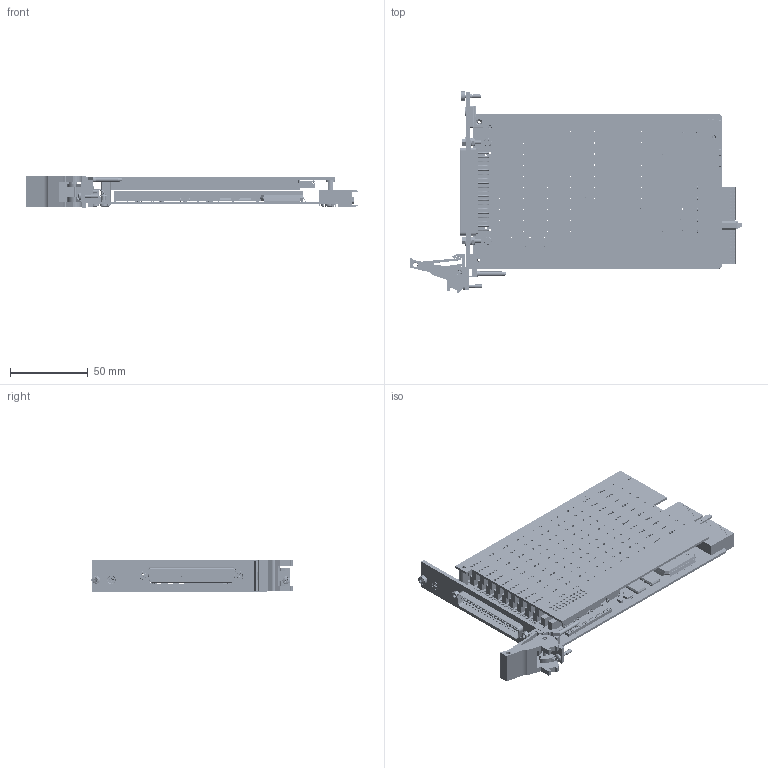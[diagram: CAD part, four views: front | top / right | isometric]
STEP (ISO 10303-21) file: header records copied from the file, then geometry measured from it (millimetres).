
FILE_DESCRIPTION (( 'STEP AP214' ), '1' );
FILE_NAME ('40-296-121-3-24 PXI Prog Pot Card 0-16M Wiper.STEP', '2013-08-23T10:38:31', ( 'admin' ), ( '' ), 'SwSTEP 2.0', 'SolidWorks 2012', '' );
FILE_SCHEMA (( 'AUTOMOTIVE_DESIGN' ));
Length unit declared in the file: millimetre
Products named in the file (1): 40-296-121-3-24 PXI Prog Pot Card 0-16M Wiper
Bounding box: 214.01 x 129.67 x 20 mm (x, y, z)
Surface area: 100330.8 mm2 (no closed solid volume)
Topology: 0 solids, 1651 shells, 4853 faces, 16898 edges, 13261 vertices
Faces by surface type: plane 3060, cylinder 1373, bspline 317, torus 61, cone 35, sphere 7
Full cylindrical faces by diameter (mm): 0.25 x1, 0.313 x1, 0.5 x312, 0.508 x18, 0.6 x110, 0.7 x43, 0.9 x60, 1.1 x55, 1.4 x4, 1.455 x1, 1.496 x3, 1.5 x10, 1.523 x1, 1.524 x483, 1.558 x1, 1.575 x3, 1.706 x1, 2 x6, 2.05 x3, 2.497 x1, 2.5 x8, 2.6 x2, 2.7 x1, 2.8 x1, 3 x3, 4.7 x3, 4.85 x2, 5 x5, 5.2 x2, 5.3 x1
Entity records: 240382 total; most frequent: CARTESIAN_POINT 52676, DIRECTION 26355, ORIENTED_EDGE 20006, EDGE_CURVE 14894, VERTEX_POINT 12802, LINE 9937, VECTOR 9937, EDGE_LOOP 8259
